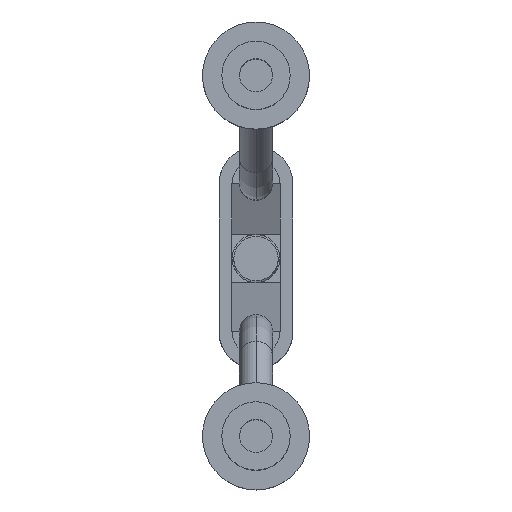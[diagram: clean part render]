
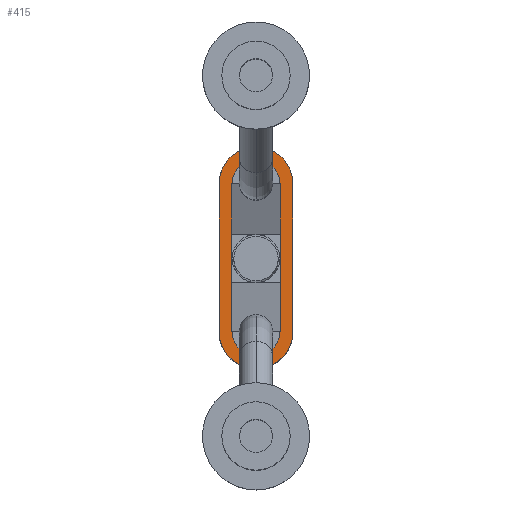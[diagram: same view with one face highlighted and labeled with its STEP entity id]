
A CAD part, top view. The second image highlights one B-rep face of the part: STEP entity #415.
In plain terms, the highlighted planar face has unit normal (0, 0, 1).
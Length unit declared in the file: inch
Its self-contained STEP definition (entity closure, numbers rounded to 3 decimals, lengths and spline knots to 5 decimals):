
#83=CARTESIAN_POINT('',(0.,0.2,0.75));
#84=DIRECTION('',(0.,0.,1.));
#85=DIRECTION('',(1.,0.,0.));
#86=AXIS2_PLACEMENT_3D('',#83,#84,#85);
#88=DIRECTION('',(0.,1.,0.));
#89=VECTOR('',#88,0.4);
#90=CARTESIAN_POINT('',(0.1,-0.2,0.75));
#91=LINE('',#90,#89);
#92=CARTESIAN_POINT('',(0.,-0.2,0.75));
#93=DIRECTION('',(0.,0.,1.));
#94=DIRECTION('',(-1.,0.,0.));
#95=AXIS2_PLACEMENT_3D('',#92,#93,#94);
#97=DIRECTION('',(0.,-1.,0.));
#98=VECTOR('',#97,0.4);
#99=CARTESIAN_POINT('',(-0.1,0.2,0.75));
#100=LINE('',#99,#98);
#101=DIRECTION('',(0.,1.,0.));
#102=VECTOR('',#101,0.4);
#103=CARTESIAN_POINT('',(0.065,-0.2,0.75));
#104=LINE('',#103,#102);
#105=CARTESIAN_POINT('',(0.,0.2,0.75));
#106=DIRECTION('',(0.,0.,1.));
#107=DIRECTION('',(1.,0.,0.));
#108=AXIS2_PLACEMENT_3D('',#105,#106,#107);
#110=DIRECTION('',(0.,1.,0.));
#111=VECTOR('',#110,0.4);
#112=CARTESIAN_POINT('',(-0.065,-0.2,0.75));
#113=LINE('',#112,#111);
#114=CARTESIAN_POINT('',(0.,-0.2,0.75));
#115=DIRECTION('',(0.,0.,1.));
#116=DIRECTION('',(-1.,0.,0.));
#117=AXIS2_PLACEMENT_3D('',#114,#115,#116);
#264=CARTESIAN_POINT('',(0.1,0.2,0.75));
#266=VERTEX_POINT('',#264);
#268=CARTESIAN_POINT('',(-0.1,0.2,0.75));
#269=VERTEX_POINT('',#268);
#273=CARTESIAN_POINT('',(-0.1,-0.2,0.75));
#275=VERTEX_POINT('',#273);
#277=CARTESIAN_POINT('',(0.1,-0.2,0.75));
#279=VERTEX_POINT('',#277);
#291=CARTESIAN_POINT('',(0.065,-0.2,0.75));
#292=CARTESIAN_POINT('',(0.065,0.2,0.75));
#293=VERTEX_POINT('',#291);
#294=VERTEX_POINT('',#292);
#295=CARTESIAN_POINT('',(-0.065,-0.2,0.75));
#296=CARTESIAN_POINT('',(-0.065,0.2,0.75));
#297=VERTEX_POINT('',#295);
#298=VERTEX_POINT('',#296);
#392=CARTESIAN_POINT('',(0.,0.,0.75));
#393=DIRECTION('',(0.,0.,1.));
#394=DIRECTION('',(1.,0.,0.));
#395=AXIS2_PLACEMENT_3D('',#392,#393,#394);
#396=PLANE('',#395);
#397=ORIENTED_EDGE('',*,*,#384,.F.);
#398=ORIENTED_EDGE('',*,*,#373,.F.);
#400=ORIENTED_EDGE('',*,*,#399,.F.);
#402=ORIENTED_EDGE('',*,*,#401,.F.);
#403=EDGE_LOOP('',(#397,#398,#400,#402));
#404=FACE_OUTER_BOUND('',#403,.F.);
#406=ORIENTED_EDGE('',*,*,#405,.T.);
#408=ORIENTED_EDGE('',*,*,#407,.T.);
#410=ORIENTED_EDGE('',*,*,#409,.F.);
#412=ORIENTED_EDGE('',*,*,#411,.T.);
#413=EDGE_LOOP('',(#406,#408,#410,#412));
#414=FACE_BOUND('',#413,.F.);
#415=ADVANCED_FACE('',(#404,#414),#396,.T.);
#87=CIRCLE('',#86,0.1);
#96=CIRCLE('',#95,0.1);
#109=CIRCLE('',#108,0.065);
#118=CIRCLE('',#117,0.065);
#373=EDGE_CURVE('',#279,#266,#91,.T.);
#384=EDGE_CURVE('',#266,#269,#87,.T.);
#399=EDGE_CURVE('',#275,#279,#96,.T.);
#401=EDGE_CURVE('',#269,#275,#100,.T.);
#405=EDGE_CURVE('',#293,#294,#104,.T.);
#407=EDGE_CURVE('',#294,#298,#109,.T.);
#409=EDGE_CURVE('',#297,#298,#113,.T.);
#411=EDGE_CURVE('',#297,#293,#118,.T.);
